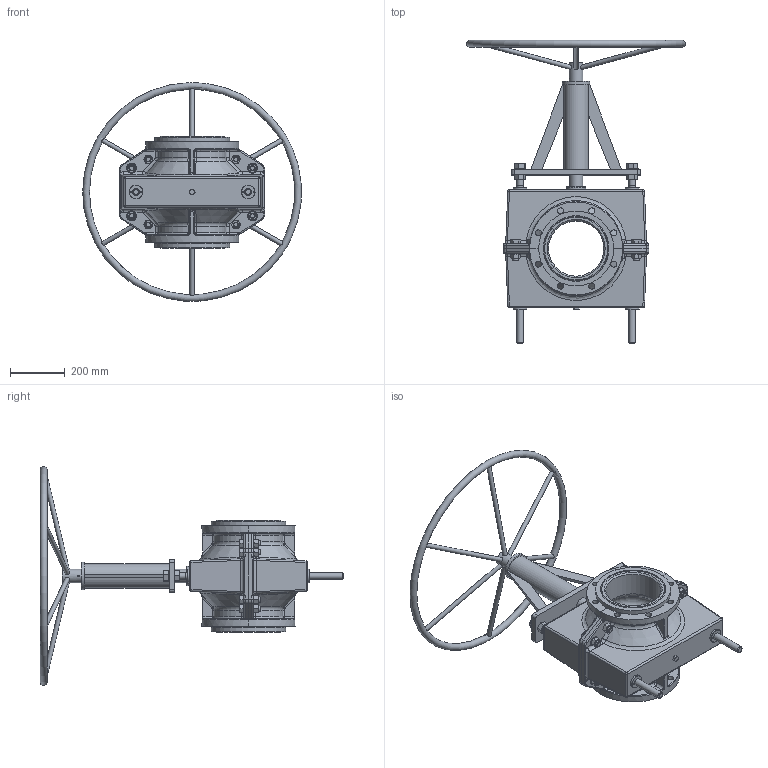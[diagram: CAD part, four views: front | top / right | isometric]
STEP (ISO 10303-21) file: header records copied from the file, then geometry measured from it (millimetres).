
FILE_DESCRIPTION((''),'2;1');
FILE_NAME('BE200M10-1X1.stp','2016-11-04T15:38:18',('niko.tikander'),(''),'Autodesk Inventor 2011','Autodesk Inventor 2011','');
FILE_SCHEMA(('CONFIG_CONTROL_DESIGN'));
Length unit declared in the file: inch
Products named in the file (1): BE200M10-1X1_Shrinkwrap_1
Bounding box: 799.05 x 1108.97 x 799.98 mm (x, y, z)
Surface area: 2294141.8 mm2 (no closed solid volume)
Topology: 0 solids, 104 shells, 544 faces, 1805 edges, 1228 vertices
Faces by surface type: plane 213, cylinder 172, bspline 99, torus 42, cone 10, sphere 8
Full cylindrical faces by diameter (mm): 6 x4, 8 x1, 12 x1, 16 x6, 20 x8, 22 x18, 25 x2, 30 x1, 39 x4, 42 x4, 43.5 x2, 48.4 x1, 50 x5, 56.656 x1, 60 x1, 70 x1, 89 x1, 100 x1, 202 x2, 274 x2
Entity records: 33345 total; most frequent: CARTESIAN_POINT 18527, DIRECTION 2735, ORIENTED_EDGE 2532, EDGE_CURVE 1713, VERTEX_POINT 1212, AXIS2_PLACEMENT_3D 1124, EDGE_LOOP 752, CIRCLE 668
